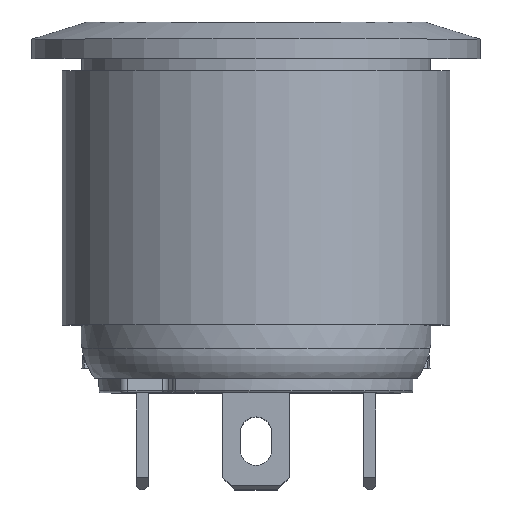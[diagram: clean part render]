
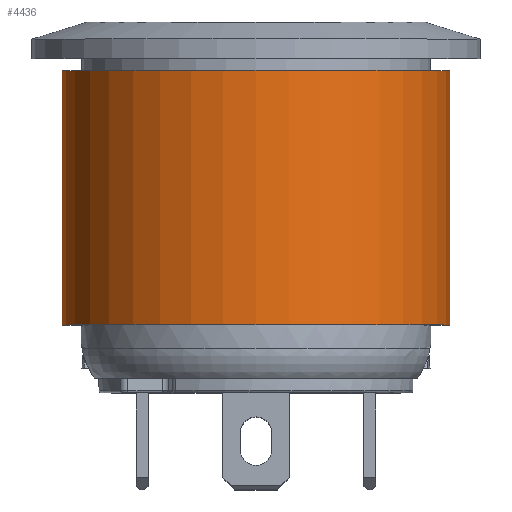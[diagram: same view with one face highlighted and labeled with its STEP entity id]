
A CAD part, top view. The second image highlights one B-rep face of the part: STEP entity #4436.
In plain terms, the highlighted cylindrical face has radius 8 mm (diameter 16 mm), a partial arc.
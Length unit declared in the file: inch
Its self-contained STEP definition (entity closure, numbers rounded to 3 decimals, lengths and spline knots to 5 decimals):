
#259=FACE_OUTER_BOUND('',#543,.T.);
#543=EDGE_LOOP('',(#3003,#3004,#3005,#3006));
#843=LINE('',#6881,#1212);
#844=LINE('',#6885,#1213);
#1212=VECTOR('',#5373,0.41339);
#1213=VECTOR('',#5376,0.41339);
#1601=CIRCLE('',#4766,0.31496);
#1602=CIRCLE('',#4767,0.31496);
#1871=VERTEX_POINT('',#6879);
#1872=VERTEX_POINT('',#6880);
#1873=VERTEX_POINT('',#6882);
#1874=VERTEX_POINT('',#6884);
#2300=EDGE_CURVE('',#1871,#1872,#843,.T.);
#2301=EDGE_CURVE('',#1872,#1873,#1601,.T.);
#2302=EDGE_CURVE('',#1873,#1874,#844,.T.);
#2303=EDGE_CURVE('',#1871,#1874,#1602,.T.);
#3003=ORIENTED_EDGE('',*,*,#2300,.T.);
#3004=ORIENTED_EDGE('',*,*,#2301,.T.);
#3005=ORIENTED_EDGE('',*,*,#2302,.T.);
#3006=ORIENTED_EDGE('',*,*,#2303,.F.);
#4312=CYLINDRICAL_SURFACE('',#4765,0.31496);
#4436=ADVANCED_FACE('',(#259),#4312,.T.);
#4765=AXIS2_PLACEMENT_3D('',#6878,#5371,#5372);
#4766=AXIS2_PLACEMENT_3D('',#6883,#5374,#5375);
#4767=AXIS2_PLACEMENT_3D('',#6886,#5377,#5378);
#5371=DIRECTION('center_axis',(0.,-1.,0.));
#5372=DIRECTION('ref_axis',(0.,0.,1.));
#5373=DIRECTION('',(0.,1.,0.));
#5374=DIRECTION('center_axis',(0.,-1.,0.));
#5375=DIRECTION('ref_axis',(1.,0.,0.));
#5376=DIRECTION('',(0.,-1.,0.));
#5377=DIRECTION('center_axis',(0.,-1.,0.));
#5378=DIRECTION('ref_axis',(1.,0.,0.));
#6878=CARTESIAN_POINT('Origin',(0.,0.00098,0.));
#6879=CARTESIAN_POINT('',(0.11967,-0.43307,-0.29134));
#6880=CARTESIAN_POINT('',(0.11967,-0.01969,-0.29134));
#6881=CARTESIAN_POINT('',(0.11967,-0.43307,-0.29134));
#6882=CARTESIAN_POINT('',(-0.11967,-0.01969,-0.29134));
#6883=CARTESIAN_POINT('Origin',(0.,-0.01969,0.));
#6884=CARTESIAN_POINT('',(-0.11967,-0.43307,-0.29134));
#6885=CARTESIAN_POINT('',(-0.11967,-0.01969,-0.29134));
#6886=CARTESIAN_POINT('Origin',(0.,-0.43307,0.));
